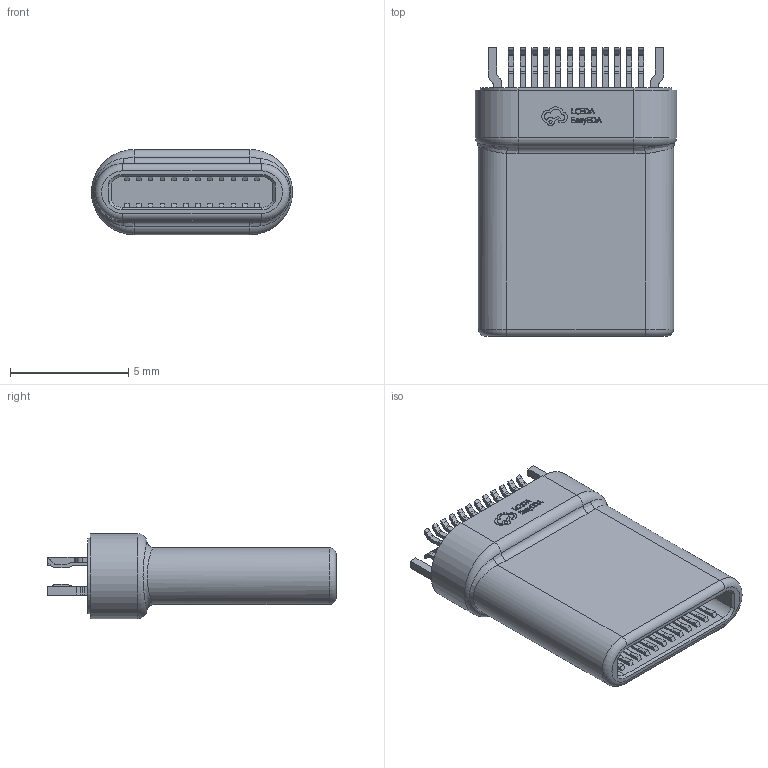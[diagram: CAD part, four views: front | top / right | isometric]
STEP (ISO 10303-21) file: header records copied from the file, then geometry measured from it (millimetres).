
FILE_DESCRIPTION (( 'STEP AP214' ), '1' );
FILE_NAME ('USB-TYPE-C-SMD_U261-241N-4BS60.STEP', '2022-07-27T12:58:00', ( '' ), ( '' ), 'SwSTEP 2.0', 'SolidWorks 2020', '' );
FILE_SCHEMA (( 'AUTOMOTIVE_DESIGN' ));
Length unit declared in the file: millimetre
Products named in the file (1): USB-TYPE-C-SMD_U261-241N-4BS60
Bounding box: 8.5 x 12.2 x 3.61 mm (x, y, z)
Volume: 176.9 mm3; surface area: 400.1 mm2
Topology: 25 solids, 25 shells, 898 faces, 2415 edges, 1602 vertices
Faces by surface type: plane 594, cylinder 192, bspline 104, cone 4, torus 4
Entity records: 39043 total; most frequent: CARTESIAN_POINT 6724, ORIENTED_EDGE 4830, DIRECTION 4181, EDGE_CURVE 2415, LINE 1807, VECTOR 1807, VERTEX_POINT 1602, AXIS2_PLACEMENT_3D 1187
